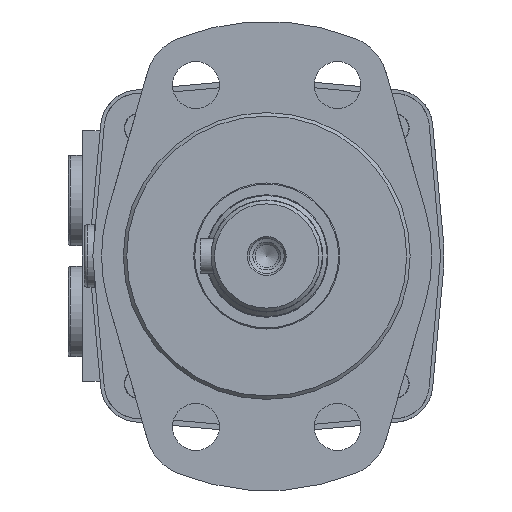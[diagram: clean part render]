
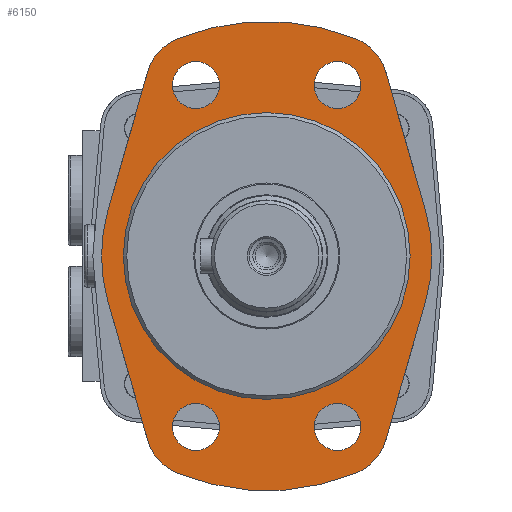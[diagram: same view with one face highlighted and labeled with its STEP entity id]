
A CAD part, left-side view. The second image highlights one B-rep face of the part: STEP entity #6150.
In plain terms, the highlighted planar face has unit normal (-1, 0, 0).
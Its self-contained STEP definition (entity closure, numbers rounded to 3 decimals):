
#328=PLANE('',#6988);
#407=FACE_BOUND('',#1137,.T.);
#408=FACE_BOUND('',#1138,.T.);
#409=FACE_BOUND('',#1139,.T.);
#410=FACE_BOUND('',#1140,.T.);
#411=FACE_BOUND('',#1141,.T.);
#738=FACE_OUTER_BOUND('',#1136,.T.);
#1136=EDGE_LOOP('',(#5435,#5436,#5437,#5438,#5439,#5440,#5441,#5442,#5443,
#5444,#5445,#5446));
#1137=EDGE_LOOP('',(#5447));
#1138=EDGE_LOOP('',(#5448));
#1139=EDGE_LOOP('',(#5449));
#1140=EDGE_LOOP('',(#5450));
#1141=EDGE_LOOP('',(#5451));
#1593=LINE('',#10646,#2061);
#1602=LINE('',#10669,#2070);
#1613=LINE('',#10696,#2081);
#1622=LINE('',#10719,#2090);
#2061=VECTOR('',#8524,1000.);
#2070=VECTOR('',#8535,1000.);
#2081=VECTOR('',#8548,1000.);
#2090=VECTOR('',#8559,1000.);
#2401=CIRCLE('',#6963,14.5);
#2403=CIRCLE('',#6966,67.5);
#2405=CIRCLE('',#6969,14.5);
#2407=CIRCLE('',#6972,47.5);
#2409=CIRCLE('',#6975,14.5);
#2410=CIRCLE('',#6977,67.5);
#2411=CIRCLE('',#6979,14.5);
#2412=CIRCLE('',#6981,47.5);
#2418=CIRCLE('',#6989,41.25);
#2419=CIRCLE('',#6990,6.75);
#2420=CIRCLE('',#6991,6.75);
#2421=CIRCLE('',#6992,6.75);
#2422=CIRCLE('',#6993,6.75);
#2933=VERTEX_POINT('',#10643);
#2934=VERTEX_POINT('',#10645);
#2943=VERTEX_POINT('',#10666);
#2944=VERTEX_POINT('',#10668);
#2955=VERTEX_POINT('',#10693);
#2956=VERTEX_POINT('',#10695);
#2965=VERTEX_POINT('',#10716);
#2966=VERTEX_POINT('',#10718);
#3013=VERTEX_POINT('',#10928);
#3015=VERTEX_POINT('',#10934);
#3017=VERTEX_POINT('',#10946);
#3018=VERTEX_POINT('',#10950);
#3021=VERTEX_POINT('',#10966);
#3022=VERTEX_POINT('',#10968);
#3023=VERTEX_POINT('',#10970);
#3024=VERTEX_POINT('',#10972);
#3025=VERTEX_POINT('',#10974);
#3744=EDGE_CURVE('',#2933,#2934,#1593,.T.);
#3754=EDGE_CURVE('',#2943,#2944,#1602,.T.);
#3766=EDGE_CURVE('',#2955,#2956,#1613,.T.);
#3776=EDGE_CURVE('',#2965,#2966,#1622,.T.);
#3835=EDGE_CURVE('',#2966,#3013,#2401,.T.);
#3838=EDGE_CURVE('',#3013,#3015,#2403,.T.);
#3841=EDGE_CURVE('',#3015,#2933,#2405,.T.);
#3843=EDGE_CURVE('',#2934,#2943,#2407,.T.);
#3845=EDGE_CURVE('',#2944,#3017,#2409,.T.);
#3847=EDGE_CURVE('',#3017,#3018,#2410,.T.);
#3849=EDGE_CURVE('',#3018,#2955,#2411,.T.);
#3850=EDGE_CURVE('',#2956,#2965,#2412,.T.);
#3856=EDGE_CURVE('',#3021,#3021,#2418,.F.);
#3857=EDGE_CURVE('',#3022,#3022,#2419,.T.);
#3858=EDGE_CURVE('',#3023,#3023,#2420,.T.);
#3859=EDGE_CURVE('',#3024,#3024,#2421,.T.);
#3860=EDGE_CURVE('',#3025,#3025,#2422,.T.);
#5435=ORIENTED_EDGE('',*,*,#3835,.F.);
#5436=ORIENTED_EDGE('',*,*,#3776,.F.);
#5437=ORIENTED_EDGE('',*,*,#3850,.F.);
#5438=ORIENTED_EDGE('',*,*,#3766,.F.);
#5439=ORIENTED_EDGE('',*,*,#3849,.F.);
#5440=ORIENTED_EDGE('',*,*,#3847,.F.);
#5441=ORIENTED_EDGE('',*,*,#3845,.F.);
#5442=ORIENTED_EDGE('',*,*,#3754,.F.);
#5443=ORIENTED_EDGE('',*,*,#3843,.F.);
#5444=ORIENTED_EDGE('',*,*,#3744,.F.);
#5445=ORIENTED_EDGE('',*,*,#3841,.F.);
#5446=ORIENTED_EDGE('',*,*,#3838,.F.);
#5447=ORIENTED_EDGE('',*,*,#3856,.F.);
#5448=ORIENTED_EDGE('',*,*,#3857,.T.);
#5449=ORIENTED_EDGE('',*,*,#3858,.T.);
#5450=ORIENTED_EDGE('',*,*,#3859,.T.);
#5451=ORIENTED_EDGE('',*,*,#3860,.T.);
#6150=ADVANCED_FACE('',(#738,#407,#408,#409,#410,#411),#328,.F.);
#6963=AXIS2_PLACEMENT_3D('',#10929,#8635,#8636);
#6966=AXIS2_PLACEMENT_3D('',#10935,#8642,#8643);
#6969=AXIS2_PLACEMENT_3D('',#10940,#8649,#8650);
#6972=AXIS2_PLACEMENT_3D('',#10943,#8655,#8656);
#6975=AXIS2_PLACEMENT_3D('',#10947,#8661,#8662);
#6977=AXIS2_PLACEMENT_3D('',#10951,#8666,#8667);
#6979=AXIS2_PLACEMENT_3D('',#10954,#8671,#8672);
#6981=AXIS2_PLACEMENT_3D('',#10956,#8675,#8676);
#6988=AXIS2_PLACEMENT_3D('',#10965,#8689,#8690);
#6989=AXIS2_PLACEMENT_3D('',#10967,#8691,#8692);
#6990=AXIS2_PLACEMENT_3D('',#10969,#8693,#8694);
#6991=AXIS2_PLACEMENT_3D('',#10971,#8695,#8696);
#6992=AXIS2_PLACEMENT_3D('',#10973,#8697,#8698);
#6993=AXIS2_PLACEMENT_3D('',#10975,#8699,#8700);
#8524=DIRECTION('',(0.,-0.276,-0.961));
#8535=DIRECTION('',(0.,0.276,-0.961));
#8548=DIRECTION('',(0.,0.276,0.961));
#8559=DIRECTION('',(0.,-0.276,0.961));
#8635=DIRECTION('center_axis',(1.,0.,0.));
#8636=DIRECTION('ref_axis',(0.,0.,-1.));
#8642=DIRECTION('center_axis',(1.,0.,0.));
#8643=DIRECTION('ref_axis',(0.,0.,-1.));
#8649=DIRECTION('center_axis',(1.,0.,0.));
#8650=DIRECTION('ref_axis',(0.,0.,-1.));
#8655=DIRECTION('center_axis',(1.,0.,0.));
#8656=DIRECTION('ref_axis',(0.,0.,-1.));
#8661=DIRECTION('center_axis',(1.,0.,0.));
#8662=DIRECTION('ref_axis',(0.,0.,-1.));
#8666=DIRECTION('center_axis',(1.,0.,0.));
#8667=DIRECTION('ref_axis',(0.,0.,-1.));
#8671=DIRECTION('center_axis',(1.,0.,0.));
#8672=DIRECTION('ref_axis',(0.,0.,-1.));
#8675=DIRECTION('center_axis',(1.,0.,0.));
#8676=DIRECTION('ref_axis',(0.,0.,-1.));
#8689=DIRECTION('center_axis',(1.,0.,0.));
#8690=DIRECTION('ref_axis',(0.,0.,-1.));
#8691=DIRECTION('center_axis',(1.,0.,0.));
#8692=DIRECTION('ref_axis',(0.,0.,-1.));
#8693=DIRECTION('center_axis',(1.,0.,0.));
#8694=DIRECTION('ref_axis',(0.,0.,-1.));
#8695=DIRECTION('center_axis',(1.,0.,0.));
#8696=DIRECTION('ref_axis',(0.,0.,-1.));
#8697=DIRECTION('center_axis',(1.,0.,0.));
#8698=DIRECTION('ref_axis',(0.,0.,-1.));
#8699=DIRECTION('center_axis',(1.,0.,0.));
#8700=DIRECTION('ref_axis',(0.,0.,-1.));
#10643=CARTESIAN_POINT('',(0.,-34.217,52.966));
#10645=CARTESIAN_POINT('',(0.,-45.657,13.102));
#10646=CARTESIAN_POINT('',(0.,-34.217,52.966));
#10666=CARTESIAN_POINT('',(0.,-45.657,-13.102));
#10668=CARTESIAN_POINT('',(0.,-34.217,-52.966));
#10669=CARTESIAN_POINT('',(0.,-45.657,-13.102));
#10693=CARTESIAN_POINT('',(0.,34.217,-52.966));
#10695=CARTESIAN_POINT('',(0.,45.657,-13.102));
#10696=CARTESIAN_POINT('',(0.,34.217,-52.966));
#10716=CARTESIAN_POINT('',(0.,45.657,13.102));
#10718=CARTESIAN_POINT('',(0.,34.217,52.966));
#10719=CARTESIAN_POINT('',(0.,45.657,13.102));
#10928=CARTESIAN_POINT('',(0.,25.828,62.363));
#10929=CARTESIAN_POINT('Origin',(0.,20.28,48.967));
#10934=CARTESIAN_POINT('',(0.,-25.828,62.363));
#10935=CARTESIAN_POINT('Origin',(0.,0.,0.));
#10940=CARTESIAN_POINT('Origin',(0.,-20.28,48.967));
#10943=CARTESIAN_POINT('Origin',(0.,0.,0.));
#10946=CARTESIAN_POINT('',(0.,-25.828,-62.363));
#10947=CARTESIAN_POINT('Origin',(0.,-20.28,-48.967));
#10950=CARTESIAN_POINT('',(0.,25.828,-62.363));
#10951=CARTESIAN_POINT('Origin',(0.,0.,0.));
#10954=CARTESIAN_POINT('Origin',(0.,20.28,-48.967));
#10956=CARTESIAN_POINT('Origin',(0.,0.,0.));
#10965=CARTESIAN_POINT('Origin',(0.,20.28,48.967));
#10966=CARTESIAN_POINT('',(0.,0.,41.25));
#10967=CARTESIAN_POINT('Origin',(0.,0.,0.));
#10968=CARTESIAN_POINT('',(0.,-20.359,55.9));
#10969=CARTESIAN_POINT('Origin',(0.,-20.359,
49.15));
#10970=CARTESIAN_POINT('',(0.,20.359,-42.4));
#10971=CARTESIAN_POINT('Origin',(0.,20.359,
-49.15));
#10972=CARTESIAN_POINT('',(0.,-20.359,-42.4));
#10973=CARTESIAN_POINT('Origin',(0.,-20.359,
-49.15));
#10974=CARTESIAN_POINT('',(0.,20.359,55.9));
#10975=CARTESIAN_POINT('Origin',(0.,20.359,49.15));
